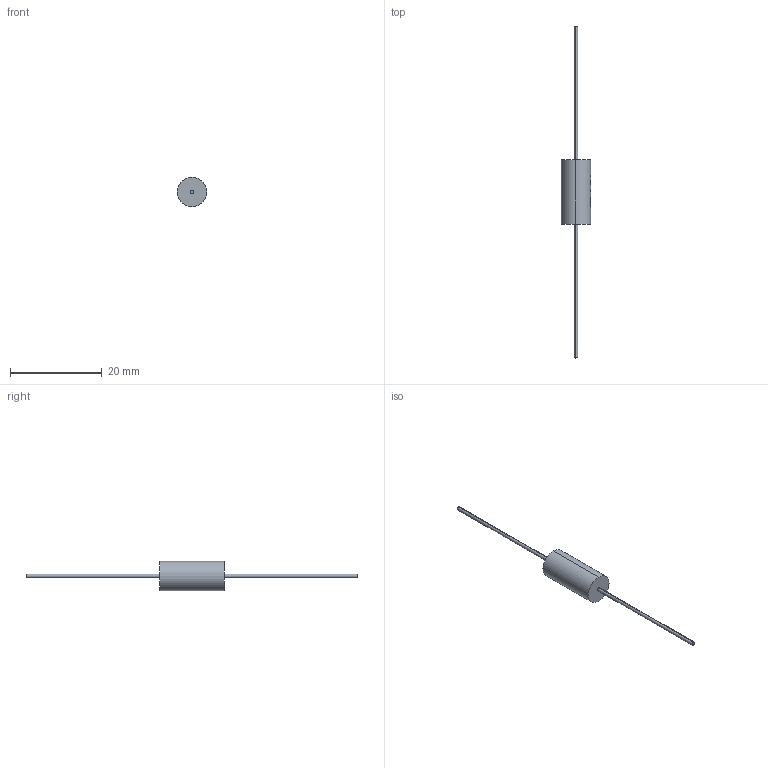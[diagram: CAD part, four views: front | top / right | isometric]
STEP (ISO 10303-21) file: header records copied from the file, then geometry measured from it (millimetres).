
FILE_DESCRIPTION (( 'STEP AP214' ), '1' );
FILE_NAME ('AIAP-02.STEP', '2013-10-04T09:39:55', ( '' ), ( '' ), 'SwSTEP 2.0', 'SolidWorks 2012', '' );
FILE_SCHEMA (( 'AUTOMOTIVE_DESIGN' ));
Length unit declared in the file: inch
Products named in the file (1): AIAP-02
Bounding box: 6.41 x 72.4 x 6.4 mm (x, y, z)
Volume: 480.5 mm3; surface area: 494.8 mm2
Topology: 1 solids, 1 shells, 86 faces, 213 edges, 142 vertices
Faces by surface type: bspline 36, plane 33, cylinder 17
Entity records: 5716 total; most frequent: CARTESIAN_POINT 2983, ORIENTED_EDGE 426, DIRECTION 221, EDGE_CURVE 213, VERTEX_POINT 142, B_SPLINE_CURVE_WITH_KNOTS 122, EDGE_LOOP 99, ADVANCED_FACE 86
